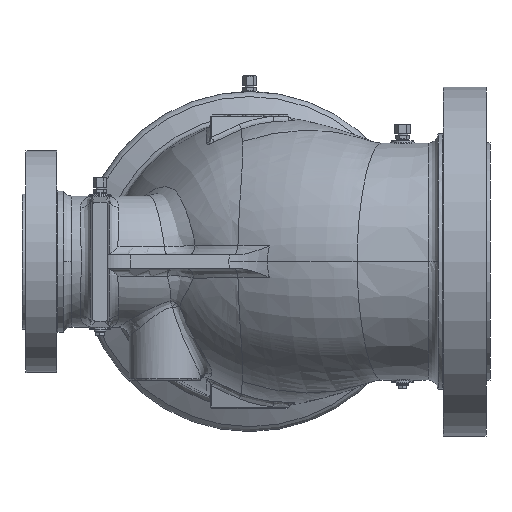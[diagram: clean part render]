
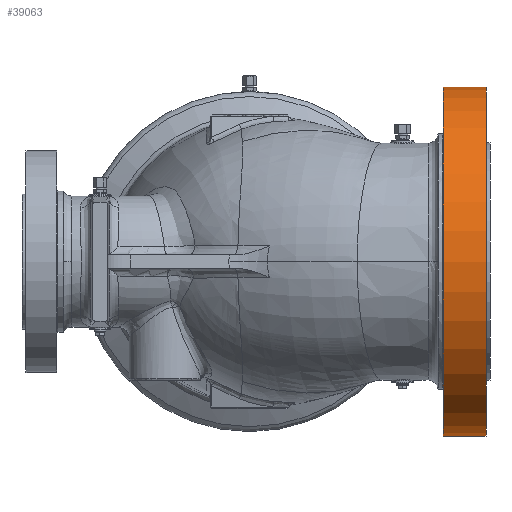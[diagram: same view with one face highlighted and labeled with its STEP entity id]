
A CAD part, front view. The second image highlights one B-rep face of the part: STEP entity #39063.
In plain terms, the highlighted cylindrical face has radius 279.5 mm (diameter 559 mm), a partial arc.
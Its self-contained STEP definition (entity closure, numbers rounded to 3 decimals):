
#3670 = VERTEX_POINT ( 'NONE', #42047 ) ;
#20492 = CARTESIAN_POINT ( 'NONE',  ( 686., 0., 0. ) ) ;
#25495 = EDGE_CURVE ( 'NONE', #285787, #209724, #275297, .T. ) ;
#39063 = ADVANCED_FACE ( 'Defeature ausgef�hrt1_3', ( #279593 ), #226296, .T. ) ;
#42047 = CARTESIAN_POINT ( 'NONE',  ( 754.6, 0., 279.5 ) ) ;
#43260 = DIRECTION ( 'NONE',  ( 0., 0., 1. ) ) ;
#44365 = DIRECTION ( 'NONE',  ( 0., 0., 1. ) ) ;
#45960 = LINE ( 'NONE', #167249, #106404 ) ;
#52868 = DIRECTION ( 'NONE',  ( -1., 0., 0. ) ) ;
#52993 = ORIENTED_EDGE ( 'NONE', *, *, #136660, .T. ) ;
#82593 = AXIS2_PLACEMENT_3D ( 'NONE', #267699, #155413, #289613 ) ;
#92379 = CIRCLE ( 'NONE', #289802, 279.5 ) ;
#106404 = VECTOR ( 'NONE', #280513, 1000. ) ;
#112682 = CIRCLE ( 'NONE', #82593, 279.5 ) ;
#133614 = CARTESIAN_POINT ( 'NONE',  ( 686., 0., 279.5 ) ) ;
#136660 = EDGE_CURVE ( 'NONE', #3670, #139069, #45960, .T. ) ;
#139069 = VERTEX_POINT ( 'NONE', #133614 ) ;
#155413 = DIRECTION ( 'NONE',  ( -1., 0., 0. ) ) ;
#164967 = VECTOR ( 'NONE', #52868, 1000. ) ;
#167249 = CARTESIAN_POINT ( 'NONE',  ( 0., 0., 279.5 ) ) ;
#180405 = DIRECTION ( 'NONE',  ( -1., 0., 0. ) ) ;
#194215 = CARTESIAN_POINT ( 'NONE',  ( 754.6, 0., -279.5 ) ) ;
#203401 = DIRECTION ( 'NONE',  ( -1., 0., 0. ) ) ;
#209620 = CARTESIAN_POINT ( 'NONE',  ( 686., 0., -279.5 ) ) ;
#209724 = VERTEX_POINT ( 'NONE', #209620 ) ;
#213831 = EDGE_LOOP ( 'NONE', ( #250343, #218190, #52993, #243759 ) ) ;
#218190 = ORIENTED_EDGE ( 'NONE', *, *, #292868, .T. ) ;
#226296 = CYLINDRICAL_SURFACE ( 'NONE', #241005, 279.5 ) ;
#227031 = CARTESIAN_POINT ( 'NONE',  ( 0., 0., 0. ) ) ;
#237564 = CARTESIAN_POINT ( 'NONE',  ( 0., 0., -279.5 ) ) ;
#241005 = AXIS2_PLACEMENT_3D ( 'NONE', #227031, #180405, #43260 ) ;
#243759 = ORIENTED_EDGE ( 'NONE', *, *, #288896, .F. ) ;
#250343 = ORIENTED_EDGE ( 'NONE', *, *, #25495, .F. ) ;
#267699 = CARTESIAN_POINT ( 'NONE',  ( 754.6, 0., 0. ) ) ;
#275297 = LINE ( 'NONE', #237564, #164967 ) ;
#279593 = FACE_OUTER_BOUND ( 'NONE', #213831, .T. ) ;
#280513 = DIRECTION ( 'NONE',  ( -1., 0., 0. ) ) ;
#285787 = VERTEX_POINT ( 'NONE', #194215 ) ;
#288896 = EDGE_CURVE ( 'Defeature ausgef�hrt1_13+Defeature ausgef�hrt1_3+Defeature ausgef�hrt1_3+Defeature ausgef�hrt1_3', #209724, #139069, #92379, .T. ) ;
#289613 = DIRECTION ( 'NONE',  ( 0., 0., 1. ) ) ;
#289802 = AXIS2_PLACEMENT_3D ( 'NONE', #20492, #203401, #44365 ) ;
#292868 = EDGE_CURVE ( 'Defeature ausgef�hrt1_3+Defeature ausgef�hrt1_2+Defeature ausgef�hrt1_2+Defeature ausgef�hrt1_2', #285787, #3670, #112682, .T. ) ;
